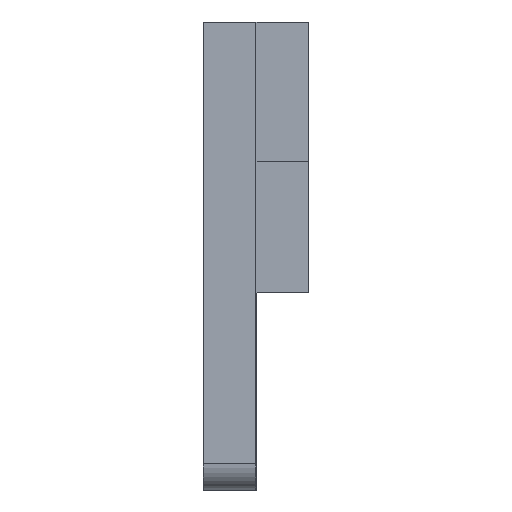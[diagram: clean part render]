
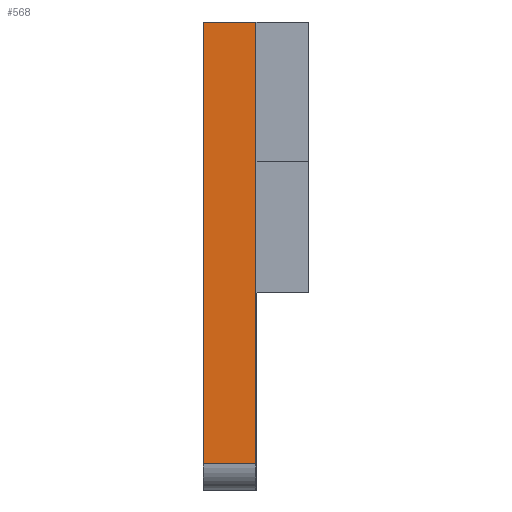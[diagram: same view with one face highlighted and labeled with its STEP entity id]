
A CAD part, left-side view. The second image highlights one B-rep face of the part: STEP entity #568.
In plain terms, the highlighted planar face has unit normal (-1, 0, 0).
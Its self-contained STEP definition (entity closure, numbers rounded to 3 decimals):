
#185=CARTESIAN_POINT('',(-69.6,-76.,252.53));
#186=VERTEX_POINT('',#185);
#193=CARTESIAN_POINT('',(-69.6,-78.,252.53));
#194=VERTEX_POINT('',#193);
#195=CARTESIAN_POINT('',(-69.6,-76.,252.53));
#196=DIRECTION('',(0.,-1.,0.));
#197=VECTOR('',#196,2.);
#198=LINE('',#195,#197);
#199=EDGE_CURVE('',#186,#194,#198,.T.);
#322=CARTESIAN_POINT('',(-69.6,-76.,235.73));
#323=VERTEX_POINT('',#322);
#331=CARTESIAN_POINT('',(-69.6,-76.,252.53));
#332=DIRECTION('',(0.,0.,-1.));
#333=VECTOR('',#332,16.8);
#334=LINE('',#331,#333);
#335=EDGE_CURVE('',#186,#323,#334,.T.);
#545=CARTESIAN_POINT('',(-69.6,-76.,243.53));
#546=DIRECTION('',(-1.,-0.,0.));
#547=DIRECTION('',(0.,-1.,0.));
#548=AXIS2_PLACEMENT_3D('',#545,#546,#547);
#549=PLANE('',#548);
#550=ORIENTED_EDGE('',*,*,#335,.T.);
#551=CARTESIAN_POINT('',(-69.6,-78.,235.73));
#552=VERTEX_POINT('',#551);
#553=CARTESIAN_POINT('',(-69.6,-76.,235.73));
#554=DIRECTION('',(0.,-1.,0.));
#555=VECTOR('',#554,2.);
#556=LINE('',#553,#555);
#557=EDGE_CURVE('',#323,#552,#556,.T.);
#558=ORIENTED_EDGE('',*,*,#557,.T.);
#559=CARTESIAN_POINT('',(-69.6,-78.,252.53));
#560=DIRECTION('',(0.,0.,-1.));
#561=VECTOR('',#560,16.8);
#562=LINE('',#559,#561);
#563=EDGE_CURVE('',#194,#552,#562,.T.);
#564=ORIENTED_EDGE('',*,*,#563,.F.);
#565=ORIENTED_EDGE('',*,*,#199,.F.);
#566=EDGE_LOOP('',(#550,#558,#564,#565));
#567=FACE_BOUND('',#566,.T.);
#568=ADVANCED_FACE('',(#567),#549,.T.);
